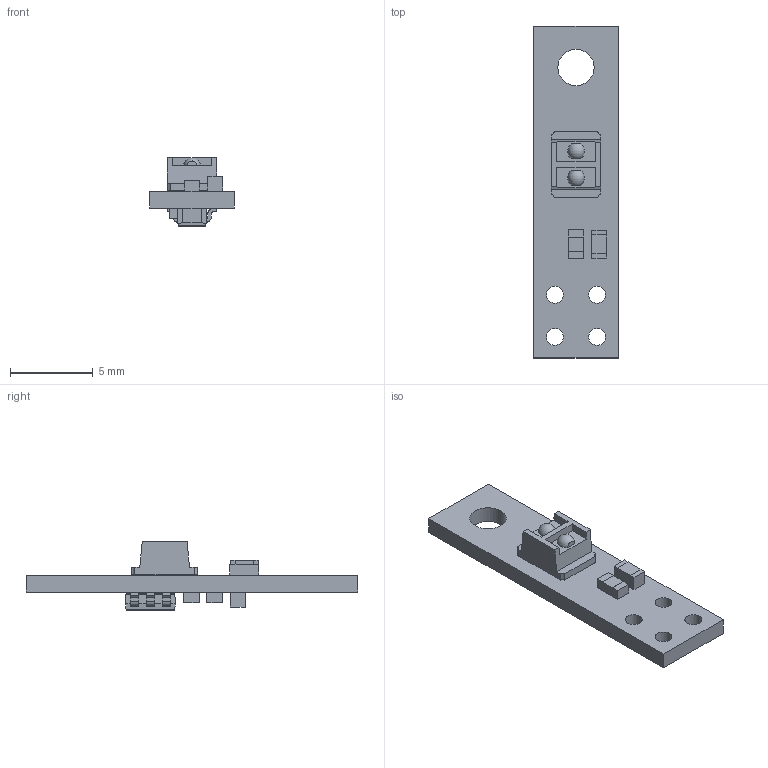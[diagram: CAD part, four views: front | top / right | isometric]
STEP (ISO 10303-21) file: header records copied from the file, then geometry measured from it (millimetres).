
FILE_DESCRIPTION (( 'STEP AP214' ), '1' );
FILE_NAME ('qtrx-hd-01x.step', '2018-09-21T23:42:14', ( '' ), ( '' ), 'SwSTEP 2.0', 'SolidWorks 2016', '' );
FILE_SCHEMA (( 'AUTOMOTIVE_DESIGN' ));
Length unit declared in the file: millimetre
Products named in the file (1): qtrx-hd-01x
Bounding box: 5.08 x 20 x 4.14 mm (x, y, z)
Volume: 124.2 mm3; surface area: 353.6 mm2
Topology: 1 solids, 1 shells, 559 faces, 1530 edges, 1014 vertices
Faces by surface type: plane 376, bspline 136, cylinder 45, torus 2
Full cylindrical faces by diameter (mm): 1.016 x4, 2.184 x1
Entity records: 28176 total; most frequent: CARTESIAN_POINT 8683, ORIENTED_EDGE 3050, DIRECTION 2163, EDGE_CURVE 1525, LINE 1151, VECTOR 1151, VERTEX_POINT 1014, EDGE_LOOP 631
